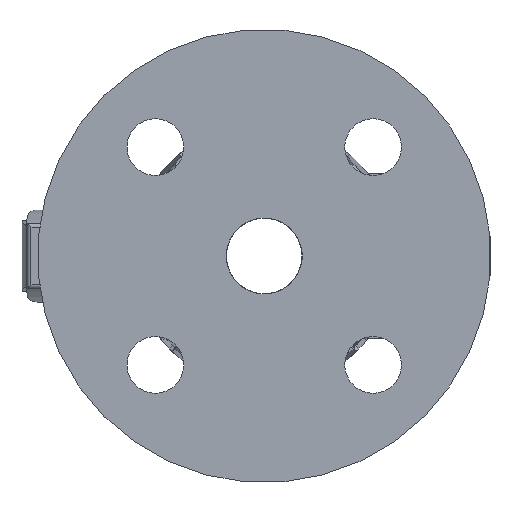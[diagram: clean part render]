
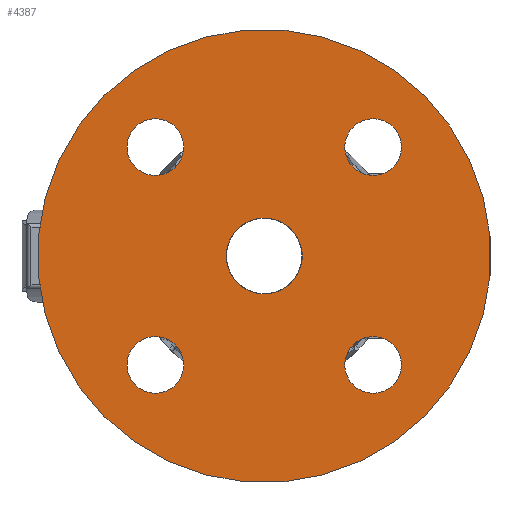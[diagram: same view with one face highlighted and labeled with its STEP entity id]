
A CAD part, left-side view. The second image highlights one B-rep face of the part: STEP entity #4387.
In plain terms, the highlighted planar face has unit normal (-1, 0, 0).
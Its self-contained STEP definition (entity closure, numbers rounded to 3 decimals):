
#4387=ADVANCED_FACE('',(#8827,#8828,#8829,#8830,#8831,#8832),#8833,.T.);
#8827=FACE_BOUND('',#13409,.T.);
#8828=FACE_BOUND('',#13410,.T.);
#8829=FACE_BOUND('',#13411,.T.);
#8830=FACE_BOUND('',#13412,.T.);
#8831=FACE_OUTER_BOUND('',#13413,.T.);
#8832=FACE_BOUND('',#13414,.T.);
#8833=PLANE('',#13415);
#13409=EDGE_LOOP('',(#26968,#26969));
#13410=EDGE_LOOP('',(#26970,#26971));
#13411=EDGE_LOOP('',(#26972,#26973));
#13412=EDGE_LOOP('',(#26974,#26975));
#13413=EDGE_LOOP('',(#26976,#26977));
#13414=EDGE_LOOP('',(#26978,#26979));
#13415=AXIS2_PLACEMENT_3D('',#26980,#26981,#26982);
#26968=ORIENTED_EDGE('',*,*,#32721,.T.);
#26969=ORIENTED_EDGE('',*,*,#32708,.T.);
#26970=ORIENTED_EDGE('',*,*,#32724,.T.);
#26971=ORIENTED_EDGE('',*,*,#32703,.T.);
#26972=ORIENTED_EDGE('',*,*,#32727,.T.);
#26973=ORIENTED_EDGE('',*,*,#32698,.T.);
#26974=ORIENTED_EDGE('',*,*,#32730,.T.);
#26975=ORIENTED_EDGE('',*,*,#32693,.T.);
#26976=ORIENTED_EDGE('',*,*,#32683,.T.);
#26977=ORIENTED_EDGE('',*,*,#32737,.T.);
#26978=ORIENTED_EDGE('',*,*,#32676,.F.);
#26979=ORIENTED_EDGE('',*,*,#32739,.F.);
#26980=CARTESIAN_POINT('',(-74.75,-6.576,6.576));
#26981=DIRECTION('',(-1.0,0.0,0.0));
#26982=DIRECTION('',(0.0,0.707,0.707));
#32676=EDGE_CURVE('',#40644,#40647,#40648,.T.);
#32683=EDGE_CURVE('',#40654,#40658,#40660,.T.);
#32693=EDGE_CURVE('',#40672,#40676,#40678,.T.);
#32698=EDGE_CURVE('',#40681,#40685,#40687,.T.);
#32703=EDGE_CURVE('',#40690,#40694,#40696,.T.);
#32708=EDGE_CURVE('',#40699,#40703,#40705,.T.);
#32721=EDGE_CURVE('',#40703,#40699,#40723,.T.);
#32724=EDGE_CURVE('',#40694,#40690,#40726,.T.);
#32727=EDGE_CURVE('',#40685,#40681,#40729,.T.);
#32730=EDGE_CURVE('',#40676,#40672,#40732,.T.);
#32737=EDGE_CURVE('',#40658,#40654,#40739,.T.);
#32739=EDGE_CURVE('',#40647,#40644,#40741,.T.);
#40644=VERTEX_POINT('',#58152);
#40647=VERTEX_POINT('',#58156);
#40648=CIRCLE('',#58157,9.3);
#40654=VERTEX_POINT('',#58164);
#40658=VERTEX_POINT('',#58169);
#40660=CIRCLE('',#58172,55.55);
#40672=VERTEX_POINT('',#58186);
#40676=VERTEX_POINT('',#58191);
#40678=CIRCLE('',#58194,6.95);
#40681=VERTEX_POINT('',#58197);
#40685=VERTEX_POINT('',#58202);
#40687=CIRCLE('',#58205,6.95);
#40690=VERTEX_POINT('',#58208);
#40694=VERTEX_POINT('',#58213);
#40696=CIRCLE('',#58216,6.95);
#40699=VERTEX_POINT('',#58219);
#40703=VERTEX_POINT('',#58224);
#40705=CIRCLE('',#58227,6.95);
#40723=CIRCLE('',#58247,6.95);
#40726=CIRCLE('',#58250,6.95);
#40729=CIRCLE('',#58253,6.95);
#40732=CIRCLE('',#58256,6.95);
#40739=CIRCLE('',#58263,55.55);
#40741=CIRCLE('',#58265,9.3);
#58152=CARTESIAN_POINT('',(-74.75,-6.576,6.576));
#58156=CARTESIAN_POINT('',(-74.75,6.576,-6.576));
#58157=AXIS2_PLACEMENT_3D('',#64868,#64869,#64870);
#58164=CARTESIAN_POINT('',(-74.75,-39.28,39.28));
#58169=CARTESIAN_POINT('',(-74.75,39.28,-39.28));
#58172=AXIS2_PLACEMENT_3D('',#64880,#64881,#64882);
#58186=CARTESIAN_POINT('',(-74.75,-31.608,-31.608));
#58191=CARTESIAN_POINT('',(-74.75,-21.779,-21.779));
#58194=AXIS2_PLACEMENT_3D('',#64896,#64897,#64898);
#58197=CARTESIAN_POINT('',(-74.75,-31.608,31.608));
#58202=CARTESIAN_POINT('',(-74.75,-21.779,21.779));
#58205=AXIS2_PLACEMENT_3D('',#64904,#64905,#64906);
#58208=CARTESIAN_POINT('',(-74.75,31.608,31.608));
#58213=CARTESIAN_POINT('',(-74.75,21.779,21.779));
#58216=AXIS2_PLACEMENT_3D('',#64912,#64913,#64914);
#58219=CARTESIAN_POINT('',(-74.75,31.608,-31.608));
#58224=CARTESIAN_POINT('',(-74.75,21.779,-21.779));
#58227=AXIS2_PLACEMENT_3D('',#64920,#64921,#64922);
#58247=AXIS2_PLACEMENT_3D('',#64943,#64944,#64945);
#58250=AXIS2_PLACEMENT_3D('',#64949,#64950,#64951);
#58253=AXIS2_PLACEMENT_3D('',#64955,#64956,#64957);
#58256=AXIS2_PLACEMENT_3D('',#64961,#64962,#64963);
#58263=AXIS2_PLACEMENT_3D('',#64973,#64974,#64975);
#58265=AXIS2_PLACEMENT_3D('',#64976,#64977,#64978);
#64868=CARTESIAN_POINT('',(-74.75,0.0,0.0));
#64869=DIRECTION('',(-1.0,0.0,0.0));
#64870=DIRECTION('',(0.0,0.707,0.707));
#64880=CARTESIAN_POINT('',(-74.75,0.0,0.0));
#64881=DIRECTION('',(-1.0,0.0,0.0));
#64882=DIRECTION('',(0.0,0.707,0.707));
#64896=CARTESIAN_POINT('',(-74.75,-26.693,-26.693));
#64897=DIRECTION('',(1.0,0.0,0.0));
#64898=DIRECTION('',(0.0,-0.707,-0.707));
#64904=CARTESIAN_POINT('',(-74.75,-26.693,26.693));
#64905=DIRECTION('',(1.0,0.0,0.0));
#64906=DIRECTION('',(0.0,-0.707,0.707));
#64912=CARTESIAN_POINT('',(-74.75,26.693,26.693));
#64913=DIRECTION('',(1.0,0.0,-0.0));
#64914=DIRECTION('',(0.0,0.707,0.707));
#64920=CARTESIAN_POINT('',(-74.75,26.693,-26.693));
#64921=DIRECTION('',(1.0,0.0,0.0));
#64922=DIRECTION('',(0.0,0.707,-0.707));
#64943=CARTESIAN_POINT('',(-74.75,26.693,-26.693));
#64944=DIRECTION('',(1.0,0.0,0.0));
#64945=DIRECTION('',(0.0,0.707,-0.707));
#64949=CARTESIAN_POINT('',(-74.75,26.693,26.693));
#64950=DIRECTION('',(1.0,0.0,-0.0));
#64951=DIRECTION('',(0.0,0.707,0.707));
#64955=CARTESIAN_POINT('',(-74.75,-26.693,26.693));
#64956=DIRECTION('',(1.0,0.0,0.0));
#64957=DIRECTION('',(0.0,-0.707,0.707));
#64961=CARTESIAN_POINT('',(-74.75,-26.693,-26.693));
#64962=DIRECTION('',(1.0,0.0,0.0));
#64963=DIRECTION('',(0.0,-0.707,-0.707));
#64973=CARTESIAN_POINT('',(-74.75,0.0,0.0));
#64974=DIRECTION('',(-1.0,0.0,0.0));
#64975=DIRECTION('',(0.0,0.707,0.707));
#64976=CARTESIAN_POINT('',(-74.75,0.0,0.0));
#64977=DIRECTION('',(-1.0,0.0,0.0));
#64978=DIRECTION('',(0.0,0.707,0.707));
